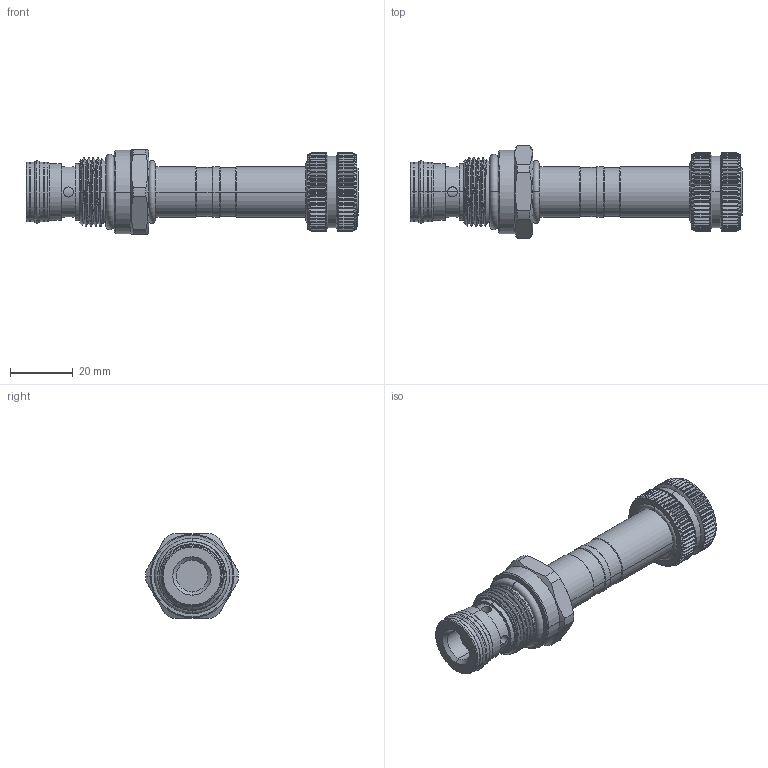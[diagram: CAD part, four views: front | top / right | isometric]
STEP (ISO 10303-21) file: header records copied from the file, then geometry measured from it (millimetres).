
FILE_DESCRIPTION (( 'STEP AP203' ), '1' );
FILE_NAME ('EP22M2C51P04.STEP', '2020-03-31T05:25:42', ( '' ), ( '' ), 'SwSTEP 2.0', 'SolidWorks 2018', '' );
FILE_SCHEMA (( 'CONFIG_CONTROL_DESIGN' ));
Length unit declared in the file: millimetre
Products named in the file (1): EP22M2C51P04
Bounding box: 105.65 x 29.6 x 27 mm (x, y, z)
Volume: 31289.1 mm3; surface area: 11222.2 mm2
Topology: 4 solids, 4 shells, 1008 faces, 2656 edges, 1677 vertices
Faces by surface type: plane 435, cylinder 402, cone 149, torus 14, bspline 8
Entity records: 34964 total; most frequent: CARTESIAN_POINT 10823, ORIENTED_EDGE 5312, DIRECTION 4761, EDGE_CURVE 2656, AXIS2_PLACEMENT_3D 1834, VERTEX_POINT 1677, VECTOR 1093, LINE 1093
